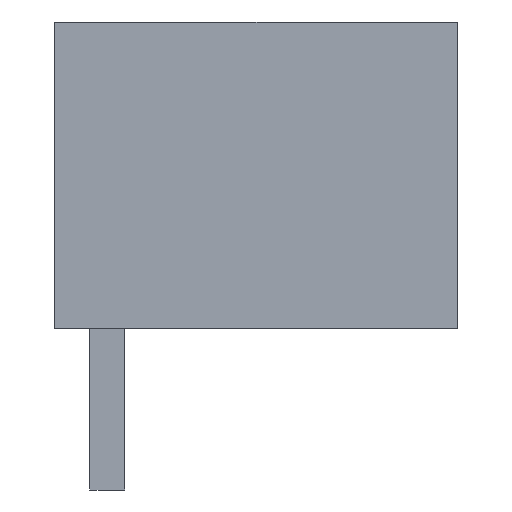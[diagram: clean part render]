
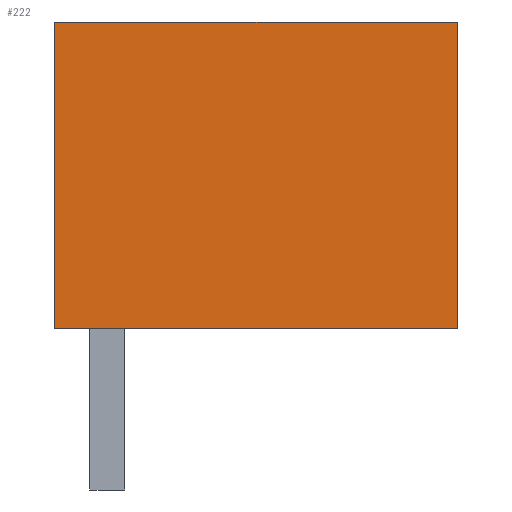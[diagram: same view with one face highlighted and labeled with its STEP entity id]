
A CAD part, left-side view. The second image highlights one B-rep face of the part: STEP entity #222.
In plain terms, the highlighted planar face has unit normal (-1, 0, 0).
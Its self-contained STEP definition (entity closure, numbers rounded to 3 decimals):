
#222 = ADVANCED_FACE( '', ( #560 ), #561, .T. );
#560 = FACE_OUTER_BOUND( '', #1017, .T. );
#561 = PLANE( '', #1018 );
#1017 = EDGE_LOOP( '', ( #1669, #1670, #1671, #1672 ) );
#1018 = AXIS2_PLACEMENT_3D( '', #1673, #1674, #1675 );
#1669 = ORIENTED_EDGE( '', *, *, #2883, .F. );
#1670 = ORIENTED_EDGE( '', *, *, #2796, .F. );
#1671 = ORIENTED_EDGE( '', *, *, #2884, .T. );
#1672 = ORIENTED_EDGE( '', *, *, #2885, .T. );
#1673 = CARTESIAN_POINT( '', ( -2.15, -8., 7. ) );
#1674 = DIRECTION( '', ( -1., 0., 0. ) );
#1675 = DIRECTION( '', ( 0., 0., 1. ) );
#2796 = EDGE_CURVE( '', #3385, #3381, #3387, .T. );
#2883 = EDGE_CURVE( '', #3381, #3534, #3535, .T. );
#2884 = EDGE_CURVE( '', #3385, #3536, #3537, .T. );
#2885 = EDGE_CURVE( '', #3536, #3534, #3538, .T. );
#3381 = VERTEX_POINT( '', #4211 );
#3385 = VERTEX_POINT( '', #4217 );
#3387 = LINE( '', #4220, #4221 );
#3534 = VERTEX_POINT( '', #4424 );
#3535 = LINE( '', #4425, #4426 );
#3536 = VERTEX_POINT( '', #4427 );
#3537 = LINE( '', #4428, #4429 );
#3538 = LINE( '', #4430, #4431 );
#4211 = CARTESIAN_POINT( '', ( -2.15, -8., 0. ) );
#4217 = CARTESIAN_POINT( '', ( -2.15, -8., 7. ) );
#4220 = CARTESIAN_POINT( '', ( -2.15, -8., 7. ) );
#4221 = VECTOR( '', #5176, 1000. );
#4424 = CARTESIAN_POINT( '', ( -2.15, 1.2, 0. ) );
#4425 = CARTESIAN_POINT( '', ( -2.15, -8., 0. ) );
#4426 = VECTOR( '', #5281, 1000. );
#4427 = CARTESIAN_POINT( '', ( -2.15, 1.2, 7. ) );
#4428 = CARTESIAN_POINT( '', ( -2.15, -8., 7. ) );
#4429 = VECTOR( '', #5282, 1000. );
#4430 = CARTESIAN_POINT( '', ( -2.15, 1.2, 7. ) );
#4431 = VECTOR( '', #5283, 1000. );
#5176 = DIRECTION( '', ( 0., 0., -1. ) );
#5281 = DIRECTION( '', ( 0., 1., 0. ) );
#5282 = DIRECTION( '', ( 0., 1., 0. ) );
#5283 = DIRECTION( '', ( 0., 0., -1. ) );
